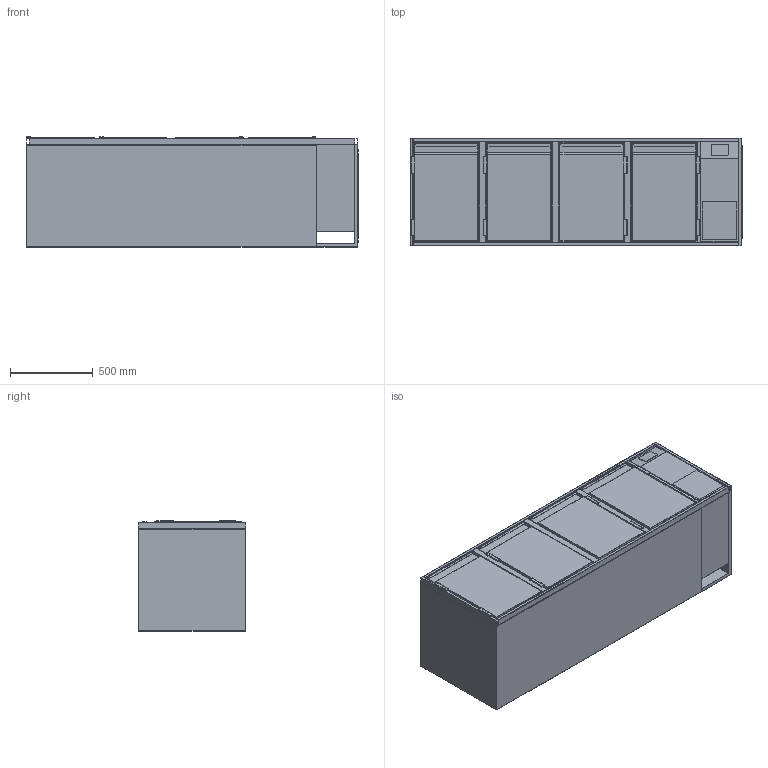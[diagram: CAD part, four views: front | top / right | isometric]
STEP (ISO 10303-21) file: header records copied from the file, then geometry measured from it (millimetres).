
FILE_DESCRIPTION (( 'STEP AP203' ), '1' );
FILE_NAME ('G-KTE-4-65-R-4T.step', '2024-02-26T13:39:51', ( '' ), ( '' ), 'SwSTEP 2.0', 'SolidWorks 2023', '' );
FILE_SCHEMA (( 'CONFIG_CONTROL_DESIGN' ));
Length unit declared in the file: millimetre
Products named in the file (11): 20-03-43331_G-KT-Auflage-400-660-mit-Rost; 20-03-43319_G-KT-Einbauelement-Tür-400-660-650-L; 18-06-35404_TUER-385-595-L; 24-02-55012_G-KT-Korpus-1760-660-650-R; 18-06-35404_TUER-385-595-R; 24-02-55011_G-KT-Fach-S-R-250-660-650; 21-01-47565_G-KT-FRR-650-2010--1760B-250; 20-03-43319_G-KT-Einbauelement-Tür-400-660-650-R; G-KTE-4-65-R-4T; 20-03-43318_G-KT-Rahmen-Tür-400-650; 20-03-43331_G-KT-Auflage-400-660-Ohne-Rost
Assembly tree (17 placements, depth 3):
  G-KTE-4-65-R-4T
    24-02-55012_G-KT-Korpus-1760-660-650-R
    21-01-47565_G-KT-FRR-650-2010--1760B-250
    24-02-55011_G-KT-Fach-S-R-250-660-650
    20-03-43319_G-KT-Einbauelement-Tür-400-660-650-L  x2
      20-03-43318_G-KT-Rahmen-Tür-400-650
      18-06-35404_TUER-385-595-L
      20-03-43331_G-KT-Auflage-400-660-Ohne-Rost
      20-03-43331_G-KT-Auflage-400-660-mit-Rost
    20-03-43319_G-KT-Einbauelement-Tür-400-660-650-R  x2
      20-03-43318_G-KT-Rahmen-Tür-400-650
      18-06-35404_TUER-385-595-R
      20-03-43331_G-KT-Auflage-400-660-Ohne-Rost
      20-03-43331_G-KT-Auflage-400-660-mit-Rost
Bounding box: 2011 x 650 x 667.5 mm (x, y, z)
Volume: 215275247.1 mm3; surface area: 19863088.3 mm2
Topology: 53 solids, 53 shells, 3125 faces, 8302 edges, 5252 vertices
Faces by surface type: cylinder 1920, plane 1023, torus 64, bspline 60, sphere 58
Entity records: 37202 total; most frequent: CARTESIAN_POINT 6983, DIRECTION 6245, ORIENTED_EDGE 5806, EDGE_CURVE 2903, AXIS2_PLACEMENT_3D 2312, VERTEX_POINT 1838, VECTOR 1621, LINE 1621
